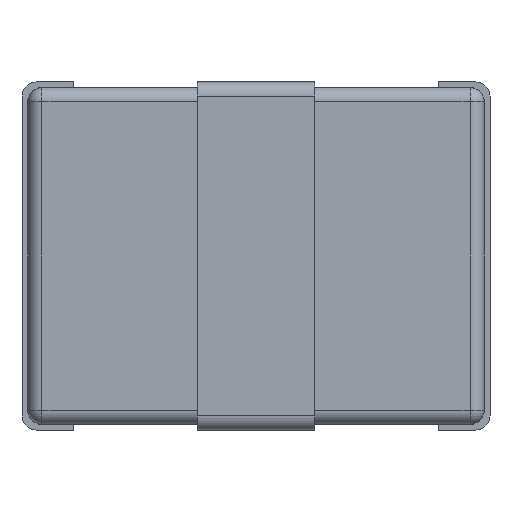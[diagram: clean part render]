
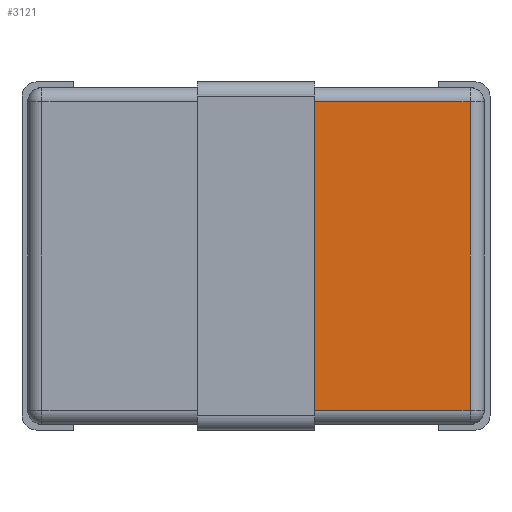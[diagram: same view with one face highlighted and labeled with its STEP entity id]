
A CAD part, left-side view. The second image highlights one B-rep face of the part: STEP entity #3121.
In plain terms, the highlighted planar face has unit normal (-1, 0, 0).
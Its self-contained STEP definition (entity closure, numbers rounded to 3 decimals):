
#2906=CARTESIAN_POINT('',(-1.625,-0.75,1.15));
#2907=VERTEX_POINT('',#2906);
#2939=CARTESIAN_POINT('',(-1.625,-0.75,0.07));
#2940=VERTEX_POINT('',#2939);
#3007=CARTESIAN_POINT('',(-1.625,-0.75,1.15));
#3008=DIRECTION('',(0.0,0.0,-1.0));
#3009=VECTOR('',#3008,1.08);
#3010=LINE('',#3007,#3009);
#3011=EDGE_CURVE('',#2907,#2940,#3010,.T.);
#3028=CARTESIAN_POINT('',(-1.625,-0.205,0.07));
#3029=VERTEX_POINT('',#3028);
#3046=CARTESIAN_POINT('',(-1.625,-0.75,0.07));
#3047=DIRECTION('',(0.0,1.0,0.0));
#3048=VECTOR('',#3047,0.545);
#3049=LINE('',#3046,#3048);
#3050=EDGE_CURVE('',#2940,#3029,#3049,.T.);
#3085=CARTESIAN_POINT('',(-1.625,-0.205,1.15));
#3086=VERTEX_POINT('',#3085);
#3094=CARTESIAN_POINT('',(-1.625,-0.205,1.15));
#3095=DIRECTION('',(0.0,-1.0,0.0));
#3096=VECTOR('',#3095,0.545);
#3097=LINE('',#3094,#3096);
#3098=EDGE_CURVE('',#3086,#2907,#3097,.T.);
#3105=CARTESIAN_POINT('',(-1.625,-0.8,0.02));
#3106=DIRECTION('',(-1.0,0.0,0.0));
#3107=DIRECTION('',(0.0,0.0,1.0));
#3108=AXIS2_PLACEMENT_3D('',#3105,#3106,#3107);
#3109=PLANE('',#3108);
#3110=ORIENTED_EDGE('',*,*,#3050,.F.);
#3111=ORIENTED_EDGE('',*,*,#3011,.F.);
#3112=ORIENTED_EDGE('',*,*,#3098,.F.);
#3113=CARTESIAN_POINT('',(-1.625,-0.205,1.15));
#3114=DIRECTION('',(0.0,0.0,-1.0));
#3115=VECTOR('',#3114,1.08);
#3116=LINE('',#3113,#3115);
#3117=EDGE_CURVE('',#3086,#3029,#3116,.T.);
#3118=ORIENTED_EDGE('',*,*,#3117,.T.);
#3119=EDGE_LOOP('',(#3110,#3111,#3112,#3118));
#3120=FACE_OUTER_BOUND('',#3119,.T.);
#3121=ADVANCED_FACE('',(#3120),#3109,.T.);
